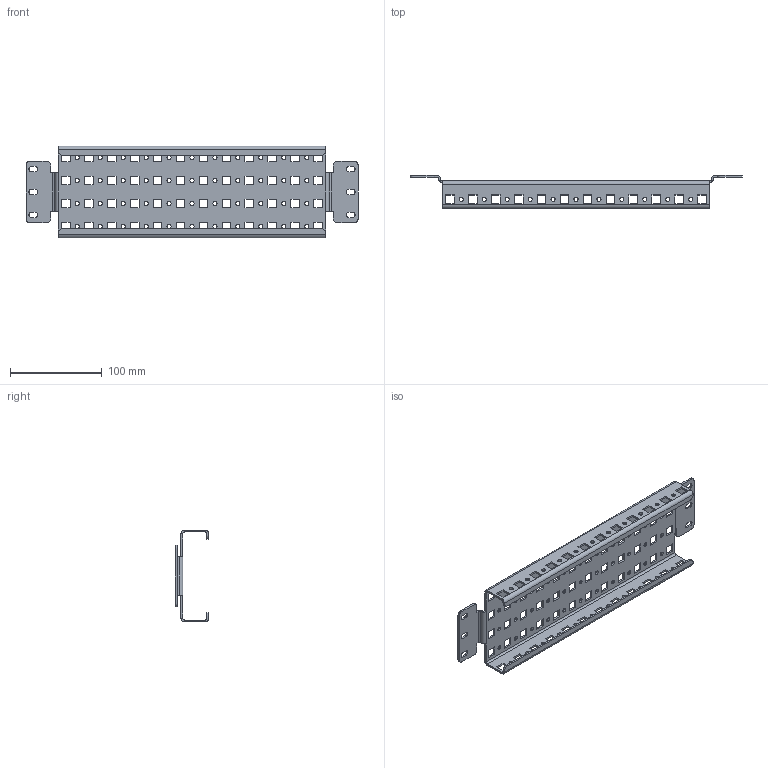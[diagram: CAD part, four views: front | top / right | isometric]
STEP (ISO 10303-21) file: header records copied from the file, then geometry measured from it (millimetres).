
FILE_DESCRIPTION (( 'STEP AP214' ), '1' );
FILE_NAME ('974.040.STEP', '2024-08-22T11:59:50', ( '' ), ( '' ), 'SwSTEP 2.0', 'SolidWorks 2021', '' );
FILE_SCHEMA (( 'AUTOMOTIVE_DESIGN' ));
Length unit declared in the file: millimetre
Products named in the file (1): 974.040
Bounding box: 361.8 x 36 x 100 mm (x, y, z)
Volume: 90540.3 mm3; surface area: 100490.4 mm2
Topology: 1 solids, 1 shells, 534 faces, 1540 edges, 1008 vertices
Faces by surface type: plane 362, cylinder 172
Entity records: 18030 total; most frequent: CARTESIAN_POINT 3083, ORIENTED_EDGE 3080, DIRECTION 2954, EDGE_CURVE 1540, LINE 1196, VECTOR 1196, VERTEX_POINT 1008, AXIS2_PLACEMENT_3D 879
